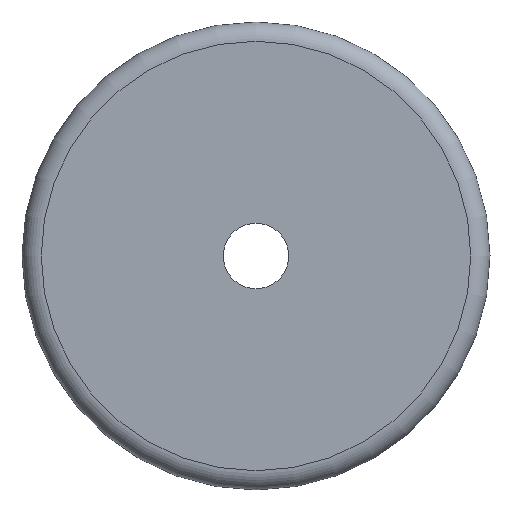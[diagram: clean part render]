
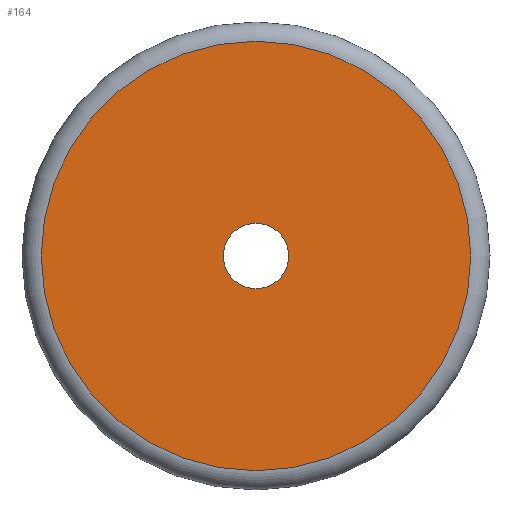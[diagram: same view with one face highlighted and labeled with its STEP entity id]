
A CAD part, left-side view. The second image highlights one B-rep face of the part: STEP entity #164.
In plain terms, the highlighted planar face has unit normal (-1, 0, 0).
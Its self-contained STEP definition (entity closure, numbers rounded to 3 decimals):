
#30=FACE_BOUND('',#60,.T.);
#34=PLANE('',#203);
#44=FACE_OUTER_BOUND('',#59,.T.);
#59=EDGE_LOOP('',(#141));
#60=EDGE_LOOP('',(#142));
#75=CIRCLE('',#202,1.7);
#76=CIRCLE('',#204,11.157);
#88=VERTEX_POINT('',#304);
#89=VERTEX_POINT('',#308);
#106=EDGE_CURVE('',#88,#88,#75,.T.);
#107=EDGE_CURVE('',#89,#89,#76,.T.);
#141=ORIENTED_EDGE('',*,*,#107,.F.);
#142=ORIENTED_EDGE('',*,*,#106,.T.);
#164=ADVANCED_FACE('',(#44,#30),#34,.T.);
#202=AXIS2_PLACEMENT_3D('',#306,#256,#257);
#203=AXIS2_PLACEMENT_3D('',#307,#258,#259);
#204=AXIS2_PLACEMENT_3D('',#309,#260,#261);
#256=DIRECTION('center_axis',(1.,0.,0.));
#257=DIRECTION('ref_axis',(0.,0.,-1.));
#258=DIRECTION('center_axis',(-1.,0.,0.));
#259=DIRECTION('ref_axis',(0.,0.,1.));
#260=DIRECTION('center_axis',(1.,0.,0.));
#261=DIRECTION('ref_axis',(0.,0.,-1.));
#304=CARTESIAN_POINT('',(16.105,0.,1.7));
#306=CARTESIAN_POINT('Origin',(16.105,0.,0.));
#307=CARTESIAN_POINT('Origin',(16.105,0.,-11.157));
#308=CARTESIAN_POINT('',(16.105,0.,11.157));
#309=CARTESIAN_POINT('Origin',(16.105,0.,0.));
